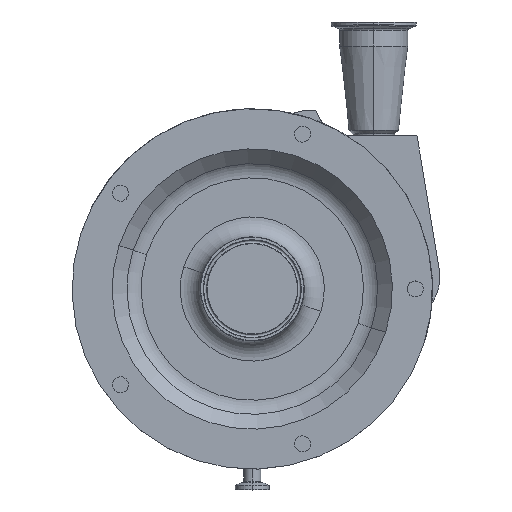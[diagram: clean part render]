
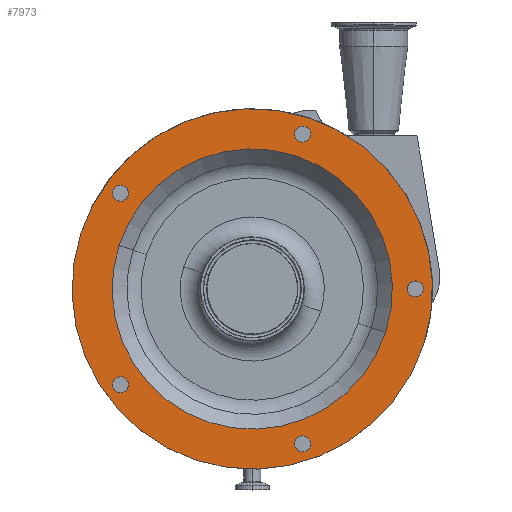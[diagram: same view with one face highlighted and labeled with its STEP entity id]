
A CAD part, top view. The second image highlights one B-rep face of the part: STEP entity #7973.
In plain terms, the highlighted planar face has unit normal (0, 0, 1).
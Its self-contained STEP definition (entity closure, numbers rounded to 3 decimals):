
#211 = EDGE_CURVE ( 'NONE', #11865, #2962, #17728, .T. ) ;
#228 = CARTESIAN_POINT ( 'NONE',  ( 0., 0., 222. ) ) ;
#237 = ORIENTED_EDGE ( 'NONE', *, *, #211, .F. ) ;
#272 = DIRECTION ( 'NONE',  ( 0., 0., -1. ) ) ;
#304 = DIRECTION ( 'NONE',  ( 0., 0., 1. ) ) ;
#446 = PLANE ( 'NONE',  #821 ) ;
#579 = ORIENTED_EDGE ( 'NONE', *, *, #10721, .F. ) ;
#685 = DIRECTION ( 'NONE',  ( 0., 0., 1. ) ) ;
#806 = DIRECTION ( 'NONE',  ( 0., 0., 1. ) ) ;
#821 = AXIS2_PLACEMENT_3D ( 'NONE', #15389, #272, #5706 ) ;
#916 = VERTEX_POINT ( 'NONE', #15055 ) ;
#969 = EDGE_CURVE ( 'NONE', #10045, #5514, #7911, .T. ) ;
#986 = AXIS2_PLACEMENT_3D ( 'NONE', #228, #16882, #15345 ) ;
#1064 = DIRECTION ( 'NONE',  ( 0.951, -0.309, 0. ) ) ;
#1371 = ORIENTED_EDGE ( 'NONE', *, *, #3341, .T. ) ;
#1423 = VERTEX_POINT ( 'NONE', #7376 ) ;
#1490 = EDGE_CURVE ( 'NONE', #15213, #11959, #3858, .T. ) ;
#1613 = VERTEX_POINT ( 'NONE', #7354 ) ;
#1626 = VERTEX_POINT ( 'NONE', #3347 ) ;
#1718 = CARTESIAN_POINT ( 'NONE',  ( 99.861, -32.447, 222. ) ) ;
#1736 = DIRECTION ( 'NONE',  ( 0.588, 0.809, 0. ) ) ;
#1791 = DIRECTION ( 'NONE',  ( -0.951, -0.309, 0. ) ) ;
#1823 = CARTESIAN_POINT ( 'NONE',  ( -98.7, 71.71, 222. ) ) ;
#1830 = EDGE_LOOP ( 'NONE', ( #237, #2983 ) ) ;
#2050 = ORIENTED_EDGE ( 'NONE', *, *, #969, .F. ) ;
#2118 = CARTESIAN_POINT ( 'NONE',  ( 122., 6., 222. ) ) ;
#2160 = CIRCLE ( 'NONE', #17498, 6. ) ;
#2414 = ORIENTED_EDGE ( 'NONE', *, *, #8474, .F. ) ;
#2433 = DIRECTION ( 'NONE',  ( 0., 0., 1. ) ) ;
#2464 = CARTESIAN_POINT ( 'NONE',  ( 37.7, 116.029, 222. ) ) ;
#2608 = DIRECTION ( 'NONE',  ( 0., -1., 0. ) ) ;
#2659 = CARTESIAN_POINT ( 'NONE',  ( 122., -6., 222. ) ) ;
#2697 = CARTESIAN_POINT ( 'NONE',  ( 122., 0., 222. ) ) ;
#2800 = CARTESIAN_POINT ( 'NONE',  ( -98.7, 71.71, 222. ) ) ;
#2868 = CARTESIAN_POINT ( 'NONE',  ( 0., 0., 222. ) ) ;
#2962 = VERTEX_POINT ( 'NONE', #17887 ) ;
#2983 = ORIENTED_EDGE ( 'NONE', *, *, #15925, .F. ) ;
#3217 = CARTESIAN_POINT ( 'NONE',  ( 122., 0., 222. ) ) ;
#3313 = DIRECTION ( 'NONE',  ( 0.951, -0.309, 0. ) ) ;
#3341 = EDGE_CURVE ( 'NONE', #3773, #1423, #7316, .T. ) ;
#3347 = CARTESIAN_POINT ( 'NONE',  ( 31.994, -117.883, 222. ) ) ;
#3401 = CIRCLE ( 'NONE', #13516, 6. ) ;
#3521 = AXIS2_PLACEMENT_3D ( 'NONE', #2697, #2433, #2608 ) ;
#3583 = CARTESIAN_POINT ( 'NONE',  ( 37.7, -116.029, 222. ) ) ;
#3611 = AXIS2_PLACEMENT_3D ( 'NONE', #2800, #9596, #10880 ) ;
#3773 = VERTEX_POINT ( 'NONE', #4619 ) ;
#3858 = CIRCLE ( 'NONE', #986, 105. ) ;
#3893 = EDGE_LOOP ( 'NONE', ( #579, #2414 ) ) ;
#4411 = DIRECTION ( 'NONE',  ( 0., 0., 1. ) ) ;
#4490 = EDGE_LOOP ( 'NONE', ( #8815, #16004 ) ) ;
#4619 = CARTESIAN_POINT ( 'NONE',  ( -128.393, 41.717, 222. ) ) ;
#4645 = ORIENTED_EDGE ( 'NONE', *, *, #6901, .F. ) ;
#5177 = AXIS2_PLACEMENT_3D ( 'NONE', #2868, #9392, #1064 ) ;
#5433 = EDGE_LOOP ( 'NONE', ( #13493, #12749 ) ) ;
#5459 = AXIS2_PLACEMENT_3D ( 'NONE', #3217, #8748, #6041 ) ;
#5514 = VERTEX_POINT ( 'NONE', #16129 ) ;
#5706 = DIRECTION ( 'NONE',  ( 0., -1., 0. ) ) ;
#5731 = EDGE_CURVE ( 'NONE', #1423, #3773, #6833, .T. ) ;
#5945 = ORIENTED_EDGE ( 'NONE', *, *, #5731, .T. ) ;
#6041 = DIRECTION ( 'NONE',  ( 0., -1., 0. ) ) ;
#6135 = VERTEX_POINT ( 'NONE', #2659 ) ;
#6384 = DIRECTION ( 'NONE',  ( 0.951, -0.309, 0. ) ) ;
#6478 = CARTESIAN_POINT ( 'NONE',  ( -102.227, -66.856, 222. ) ) ;
#6720 = EDGE_CURVE ( 'NONE', #916, #9563, #11745, .T. ) ;
#6812 = DIRECTION ( 'NONE',  ( 0., 0., 1. ) ) ;
#6833 = CIRCLE ( 'NONE', #8854, 135. ) ;
#6901 = EDGE_CURVE ( 'NONE', #9563, #916, #13182, .T. ) ;
#6904 = CIRCLE ( 'NONE', #5459, 6. ) ;
#7316 = CIRCLE ( 'NONE', #12805, 135. ) ;
#7333 = FACE_BOUND ( 'NONE', #4490, .T. ) ;
#7354 = CARTESIAN_POINT ( 'NONE',  ( 43.406, -114.175, 222. ) ) ;
#7376 = CARTESIAN_POINT ( 'NONE',  ( 128.393, -41.717, 222. ) ) ;
#7702 = CARTESIAN_POINT ( 'NONE',  ( -102.227, 66.856, 222. ) ) ;
#7736 = DIRECTION ( 'NONE',  ( 0., 0., 1. ) ) ;
#7851 = EDGE_CURVE ( 'NONE', #1626, #1613, #3401, .T. ) ;
#7911 = CIRCLE ( 'NONE', #8196, 6. ) ;
#7973 = ADVANCED_FACE ( 'NONE', ( #11308, #16840, #7333, #12667, #15567, #11492, #12938 ), #446, .F. ) ;
#8020 = DIRECTION ( 'NONE',  ( -0.951, -0.309, 0. ) ) ;
#8160 = CARTESIAN_POINT ( 'NONE',  ( -98.7, -71.71, 222. ) ) ;
#8196 = AXIS2_PLACEMENT_3D ( 'NONE', #8160, #6812, #12327 ) ;
#8474 = EDGE_CURVE ( 'NONE', #11542, #6135, #6904, .T. ) ;
#8702 = EDGE_LOOP ( 'NONE', ( #5945, #1371 ) ) ;
#8748 = DIRECTION ( 'NONE',  ( 0., 0., 1. ) ) ;
#8815 = ORIENTED_EDGE ( 'NONE', *, *, #7851, .F. ) ;
#8854 = AXIS2_PLACEMENT_3D ( 'NONE', #10964, #11571, #3313 ) ;
#8994 = CARTESIAN_POINT ( 'NONE',  ( 0., 0., 222. ) ) ;
#9021 = CARTESIAN_POINT ( 'NONE',  ( -98.7, -71.71, 222. ) ) ;
#9392 = DIRECTION ( 'NONE',  ( 0., 0., 1. ) ) ;
#9563 = VERTEX_POINT ( 'NONE', #7702 ) ;
#9596 = DIRECTION ( 'NONE',  ( 0., 0., 1. ) ) ;
#9632 = EDGE_LOOP ( 'NONE', ( #2050, #11974 ) ) ;
#10045 = VERTEX_POINT ( 'NONE', #6478 ) ;
#10072 = CARTESIAN_POINT ( 'NONE',  ( 43.406, 114.175, 222. ) ) ;
#10197 = DIRECTION ( 'NONE',  ( 0.951, -0.309, 0. ) ) ;
#10721 = EDGE_CURVE ( 'NONE', #6135, #11542, #11347, .T. ) ;
#10768 = CARTESIAN_POINT ( 'NONE',  ( 37.7, -116.029, 222. ) ) ;
#10880 = DIRECTION ( 'NONE',  ( 0.588, 0.809, 0. ) ) ;
#10964 = CARTESIAN_POINT ( 'NONE',  ( 0., 0., 222. ) ) ;
#11087 = EDGE_CURVE ( 'NONE', #11959, #15213, #15868, .T. ) ;
#11308 = FACE_OUTER_BOUND ( 'NONE', #8702, .T. ) ;
#11347 = CIRCLE ( 'NONE', #3521, 6. ) ;
#11492 = FACE_BOUND ( 'NONE', #1830, .T. ) ;
#11542 = VERTEX_POINT ( 'NONE', #2118 ) ;
#11571 = DIRECTION ( 'NONE',  ( 0., 0., 1. ) ) ;
#11745 = CIRCLE ( 'NONE', #12890, 6. ) ;
#11865 = VERTEX_POINT ( 'NONE', #10072 ) ;
#11959 = VERTEX_POINT ( 'NONE', #17132 ) ;
#11974 = ORIENTED_EDGE ( 'NONE', *, *, #14512, .F. ) ;
#12327 = DIRECTION ( 'NONE',  ( -0.588, 0.809, 0. ) ) ;
#12667 = FACE_BOUND ( 'NONE', #9632, .T. ) ;
#12749 = ORIENTED_EDGE ( 'NONE', *, *, #11087, .F. ) ;
#12805 = AXIS2_PLACEMENT_3D ( 'NONE', #8994, #685, #6384 ) ;
#12890 = AXIS2_PLACEMENT_3D ( 'NONE', #1823, #304, #1736 ) ;
#12938 = FACE_BOUND ( 'NONE', #5433, .T. ) ;
#13182 = CIRCLE ( 'NONE', #3611, 6. ) ;
#13363 = DIRECTION ( 'NONE',  ( 0., 0., 1. ) ) ;
#13493 = ORIENTED_EDGE ( 'NONE', *, *, #1490, .F. ) ;
#13516 = AXIS2_PLACEMENT_3D ( 'NONE', #10768, #16743, #1791 ) ;
#14098 = CARTESIAN_POINT ( 'NONE',  ( 37.7, 116.029, 222. ) ) ;
#14231 = AXIS2_PLACEMENT_3D ( 'NONE', #3583, #806, #8020 ) ;
#14512 = EDGE_CURVE ( 'NONE', #5514, #10045, #2160, .T. ) ;
#15055 = CARTESIAN_POINT ( 'NONE',  ( -95.173, 76.564, 222. ) ) ;
#15213 = VERTEX_POINT ( 'NONE', #1718 ) ;
#15235 = EDGE_LOOP ( 'NONE', ( #17512, #4645 ) ) ;
#15345 = DIRECTION ( 'NONE',  ( 0.951, -0.309, 0. ) ) ;
#15389 = CARTESIAN_POINT ( 'NONE',  ( 12.052, 37.091, 222. ) ) ;
#15567 = FACE_BOUND ( 'NONE', #15235, .T. ) ;
#15868 = CIRCLE ( 'NONE', #5177, 105. ) ;
#15925 = EDGE_CURVE ( 'NONE', #2962, #11865, #16039, .T. ) ;
#16004 = ORIENTED_EDGE ( 'NONE', *, *, #16656, .F. ) ;
#16039 = CIRCLE ( 'NONE', #17488, 6. ) ;
#16129 = CARTESIAN_POINT ( 'NONE',  ( -95.173, -76.564, 222. ) ) ;
#16245 = DIRECTION ( 'NONE',  ( 0.951, -0.309, 0. ) ) ;
#16540 = CIRCLE ( 'NONE', #14231, 6. ) ;
#16656 = EDGE_CURVE ( 'NONE', #1613, #1626, #16540, .T. ) ;
#16743 = DIRECTION ( 'NONE',  ( 0., 0., 1. ) ) ;
#16840 = FACE_BOUND ( 'NONE', #3893, .T. ) ;
#16882 = DIRECTION ( 'NONE',  ( 0., 0., 1. ) ) ;
#17132 = CARTESIAN_POINT ( 'NONE',  ( -99.861, 32.447, 222. ) ) ;
#17271 = DIRECTION ( 'NONE',  ( -0.588, 0.809, 0. ) ) ;
#17448 = AXIS2_PLACEMENT_3D ( 'NONE', #14098, #4411, #10197 ) ;
#17488 = AXIS2_PLACEMENT_3D ( 'NONE', #2464, #7736, #16245 ) ;
#17498 = AXIS2_PLACEMENT_3D ( 'NONE', #9021, #13363, #17271 ) ;
#17512 = ORIENTED_EDGE ( 'NONE', *, *, #6720, .F. ) ;
#17728 = CIRCLE ( 'NONE', #17448, 6. ) ;
#17887 = CARTESIAN_POINT ( 'NONE',  ( 31.994, 117.883, 222. ) ) ;
